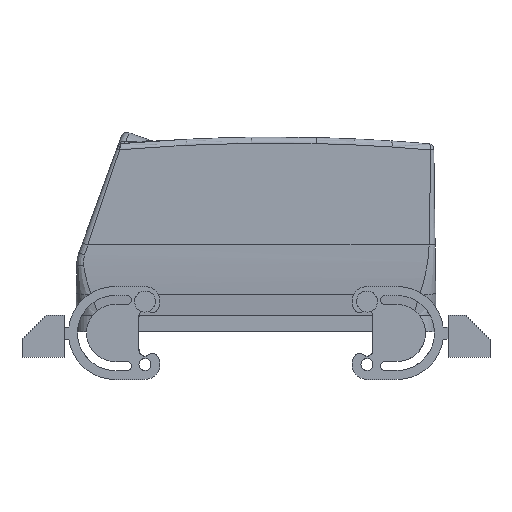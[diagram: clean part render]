
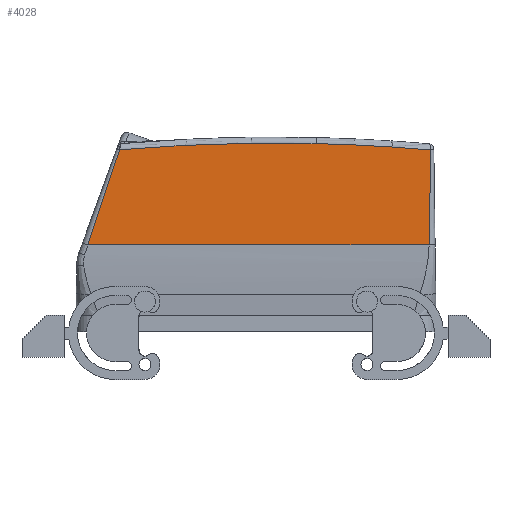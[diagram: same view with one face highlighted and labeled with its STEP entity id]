
A CAD part, left-side view. The second image highlights one B-rep face of the part: STEP entity #4028.
In plain terms, the highlighted planar face has unit normal (-1, 0, 0).
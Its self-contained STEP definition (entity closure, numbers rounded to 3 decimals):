
#3994=AXIS2_PLACEMENT_3D('Plane Axis2P3D',#3991,#3992,#3993) ;
#4011=AXIS2_PLACEMENT_3D('Circle Axis2P3D',#4009,#4010,$) ;
#4018=AXIS2_PLACEMENT_3D('Circle Axis2P3D',#4016,#4017,$) ;
#2532=CARTESIAN_POINT('Vertex',(5.75,20.304,44.838)) ;
#2567=CARTESIAN_POINT('Line Origine',(5.75,76.642,44.838)) ;
#2571=CARTESIAN_POINT('Vertex',(5.75,134.098,44.838)) ;
#3474=CARTESIAN_POINT('Vertex',(5.75,19.743,76.512)) ;
#3478=CARTESIAN_POINT('Control Point',(5.75,19.743,76.512)) ;
#3479=CARTESIAN_POINT('Control Point',(5.75,19.743,75.418)) ;
#3480=CARTESIAN_POINT('Control Point',(5.75,19.744,74.338)) ;
#3481=CARTESIAN_POINT('Control Point',(5.75,19.747,73.251)) ;
#3482=CARTESIAN_POINT('Control Point',(5.75,19.757,71.081)) ;
#3483=CARTESIAN_POINT('Control Point',(5.75,19.775,68.91)) ;
#3484=CARTESIAN_POINT('Control Point',(5.75,19.786,67.824)) ;
#3485=CARTESIAN_POINT('Control Point',(5.75,19.824,64.568)) ;
#3486=CARTESIAN_POINT('Control Point',(5.75,19.877,61.313)) ;
#3487=CARTESIAN_POINT('Control Point',(5.75,19.917,59.142)) ;
#3488=CARTESIAN_POINT('Control Point',(5.75,20.002,54.979)) ;
#3489=CARTESIAN_POINT('Control Point',(5.75,20.106,50.816)) ;
#3490=CARTESIAN_POINT('Control Point',(5.75,20.161,48.823)) ;
#3491=CARTESIAN_POINT('Control Point',(5.75,20.225,46.83)) ;
#3492=CARTESIAN_POINT('Control Point',(5.75,20.304,44.838)) ;
#3991=CARTESIAN_POINT('Axis2P3D Location',(5.75,-88.555,-35.206)) ;
#3997=CARTESIAN_POINT('Control Point',(5.75,123.434,76.584)) ;
#3998=CARTESIAN_POINT('Control Point',(5.75,123.658,75.951)) ;
#3999=CARTESIAN_POINT('Control Point',(5.75,123.881,75.318)) ;
#4000=CARTESIAN_POINT('Control Point',(5.75,124.105,74.679)) ;
#4001=CARTESIAN_POINT('Control Point',(5.75,126.321,68.36)) ;
#4002=CARTESIAN_POINT('Control Point',(5.75,128.479,62.022)) ;
#4003=CARTESIAN_POINT('Control Point',(5.75,130.365,56.3)) ;
#4004=CARTESIAN_POINT('Control Point',(5.75,132.266,50.581)) ;
#4005=CARTESIAN_POINT('Control Point',(5.75,134.098,44.838)) ;
#4006=CARTESIAN_POINT('Vertex',(5.75,123.434,76.584)) ;
#4009=CARTESIAN_POINT('Axis2P3D Location',(5.75,72.,-519.2)) ;
#4013=CARTESIAN_POINT('Vertex',(5.75,57.99,78.636)) ;
#4016=CARTESIAN_POINT('Axis2P3D Location',(5.75,72.,-519.2)) ;
#2568=DIRECTION('Vector Direction',(0.,-1.,0.)) ;
#3992=DIRECTION('Axis2P3D Direction',(-1.,0.,0.)) ;
#3993=DIRECTION('Axis2P3D XDirection',(0.,-0.317,0.949)) ;
#4010=DIRECTION('Axis2P3D Direction',(-1.,0.,0.)) ;
#4017=DIRECTION('Axis2P3D Direction',(-1.,0.,0.)) ;
#2569=VECTOR('Line Direction',#2568,1.) ;
#4022=ORIENTED_EDGE('',*,*,#4008,.F.) ;
#4023=ORIENTED_EDGE('',*,*,#2573,.T.) ;
#4024=ORIENTED_EDGE('',*,*,#3493,.T.) ;
#4025=ORIENTED_EDGE('',*,*,#4015,.F.) ;
#4026=ORIENTED_EDGE('',*,*,#4020,.F.) ;
#4028=ADVANCED_FACE('Hood',(#4027),#3995,.T.) ;
#3477=B_SPLINE_CURVE_WITH_KNOTS('',5,(#3478,#3479,#3480,#3481,#3482,#3483,#3484,#3485,#3486,#3487,#3488,#3489,#3490,#3491,#3492),.UNSPECIFIED.,.F.,.U.,(6,3,3,3,6),(28.702,34.129,39.556,50.41,60.375),.UNSPECIFIED.) ;
#3996=B_SPLINE_CURVE_WITH_KNOTS('',5,(#3997,#3998,#3999,#4000,#4001,#4002,#4003,#4004,#4005),.UNSPECIFIED.,.F.,.U.,(6,3,6),(0.,4.746,47.366),.UNSPECIFIED.) ;
#4012=CIRCLE('generated circle',#4011,598.) ;
#4019=CIRCLE('generated circle',#4018,598.) ;
#2573=EDGE_CURVE('',#2572,#2533,#2570,.T.) ;
#3493=EDGE_CURVE('',#2533,#3475,#3477,.F.) ;
#4008=EDGE_CURVE('',#2572,#4007,#3996,.F.) ;
#4015=EDGE_CURVE('',#4014,#3475,#4012,.F.) ;
#4020=EDGE_CURVE('',#4007,#4014,#4019,.F.) ;
#4021=EDGE_LOOP('',(#4022,#4023,#4024,#4025,#4026)) ;
#4027=FACE_OUTER_BOUND('',#4021,.T.) ;
#2570=LINE('Line',#2567,#2569) ;
#3995=PLANE('',#3994) ;
#2533=VERTEX_POINT('',#2532) ;
#2572=VERTEX_POINT('',#2571) ;
#3475=VERTEX_POINT('',#3474) ;
#4007=VERTEX_POINT('',#4006) ;
#4014=VERTEX_POINT('',#4013) ;
